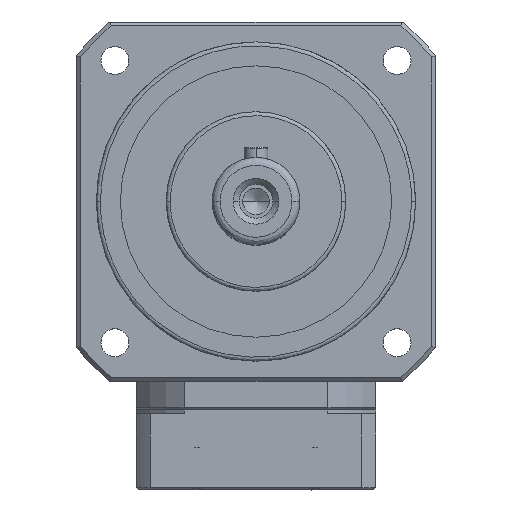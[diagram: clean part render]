
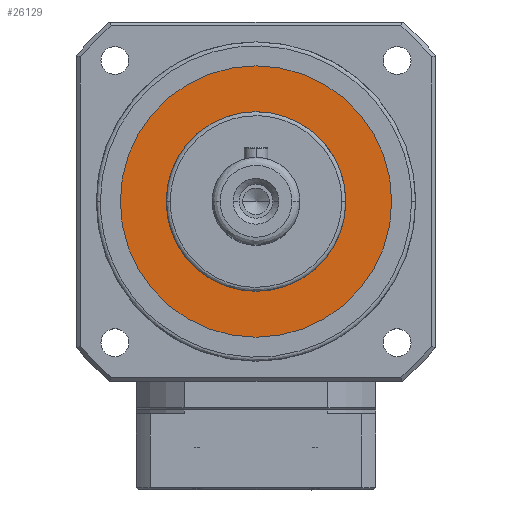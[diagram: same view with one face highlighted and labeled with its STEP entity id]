
A CAD part, top view. The second image highlights one B-rep face of the part: STEP entity #26129.
In plain terms, the highlighted planar face has unit normal (0, 0, 1).
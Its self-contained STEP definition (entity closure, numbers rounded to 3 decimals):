
#3241 = DIRECTION ( 'NONE',  ( 0., 0., 1. ) ) ;
#3456 = AXIS2_PLACEMENT_3D ( 'NONE', #26226, #13280, #28384 ) ;
#4636 = DIRECTION ( 'NONE',  ( -1., 0., 0. ) ) ;
#4669 = DIRECTION ( 'NONE',  ( 0., 0., -1. ) ) ;
#4752 = CARTESIAN_POINT ( 'NONE',  ( 0., 0., 109.49 ) ) ;
#4890 = ORIENTED_EDGE ( 'NONE', *, *, #16914, .T. ) ;
#4924 = EDGE_CURVE ( 'NONE', #9733, #7078, #21525, .T. ) ;
#5587 = EDGE_CURVE ( 'NONE', #24790, #26592, #24667, .T. ) ;
#7049 = AXIS2_PLACEMENT_3D ( 'NONE', #19018, #18927, #18723 ) ;
#7078 = VERTEX_POINT ( 'NONE', #9706 ) ;
#9706 = CARTESIAN_POINT ( 'NONE',  ( -22.5, 0., 109.49 ) ) ;
#9733 = VERTEX_POINT ( 'NONE', #27167 ) ;
#11575 = ORIENTED_EDGE ( 'NONE', *, *, #24340, .T. ) ;
#11875 = CARTESIAN_POINT ( 'NONE',  ( 0., 0., 109.49 ) ) ;
#12667 = ORIENTED_EDGE ( 'NONE', *, *, #4924, .T. ) ;
#12840 = AXIS2_PLACEMENT_3D ( 'NONE', #4752, #4669, #4636 ) ;
#13280 = DIRECTION ( 'NONE',  ( 0., 0., 1. ) ) ;
#14002 = ORIENTED_EDGE ( 'NONE', *, *, #5587, .T. ) ;
#14141 = DIRECTION ( 'NONE',  ( -1., 0., 0. ) ) ;
#16668 = CARTESIAN_POINT ( 'NONE',  ( 0., 0., 109.49 ) ) ;
#16914 = EDGE_CURVE ( 'NONE', #7078, #9733, #25125, .T. ) ;
#17162 = AXIS2_PLACEMENT_3D ( 'NONE', #11875, #27058, #14141 ) ;
#17856 = FACE_BOUND ( 'NONE', #27157, .T. ) ;
#18093 = EDGE_LOOP ( 'NONE', ( #14002, #11575 ) ) ;
#18723 = DIRECTION ( 'NONE',  ( -1., 0., 0. ) ) ;
#18766 = AXIS2_PLACEMENT_3D ( 'NONE', #16668, #3241, #18856 ) ;
#18856 = DIRECTION ( 'NONE',  ( 1., 0., 0. ) ) ;
#18927 = DIRECTION ( 'NONE',  ( 0., 0., 1. ) ) ;
#19018 = CARTESIAN_POINT ( 'NONE',  ( 0., 0., 109.49 ) ) ;
#20519 = PLANE ( 'NONE',  #18766 ) ;
#21525 = CIRCLE ( 'NONE', #12840, 22.5 ) ;
#22885 = FACE_OUTER_BOUND ( 'NONE', #18093, .T. ) ;
#24340 = EDGE_CURVE ( 'NONE', #26592, #24790, #26961, .T. ) ;
#24667 = CIRCLE ( 'NONE', #7049, 34. ) ;
#24790 = VERTEX_POINT ( 'NONE', #27709 ) ;
#25125 = CIRCLE ( 'NONE', #17162, 22.5 ) ;
#25328 = CARTESIAN_POINT ( 'NONE',  ( 34., 0., 109.49 ) ) ;
#26129 = ADVANCED_FACE ( 'NONE', ( #22885, #17856 ), #20519, .T. ) ;
#26226 = CARTESIAN_POINT ( 'NONE',  ( 0., 0., 109.49 ) ) ;
#26592 = VERTEX_POINT ( 'NONE', #25328 ) ;
#26961 = CIRCLE ( 'NONE', #3456, 34. ) ;
#27058 = DIRECTION ( 'NONE',  ( 0., 0., -1. ) ) ;
#27157 = EDGE_LOOP ( 'NONE', ( #4890, #12667 ) ) ;
#27167 = CARTESIAN_POINT ( 'NONE',  ( 22.5, 0., 109.49 ) ) ;
#27709 = CARTESIAN_POINT ( 'NONE',  ( -34., 0., 109.49 ) ) ;
#28384 = DIRECTION ( 'NONE',  ( -1., 0., 0. ) ) ;
